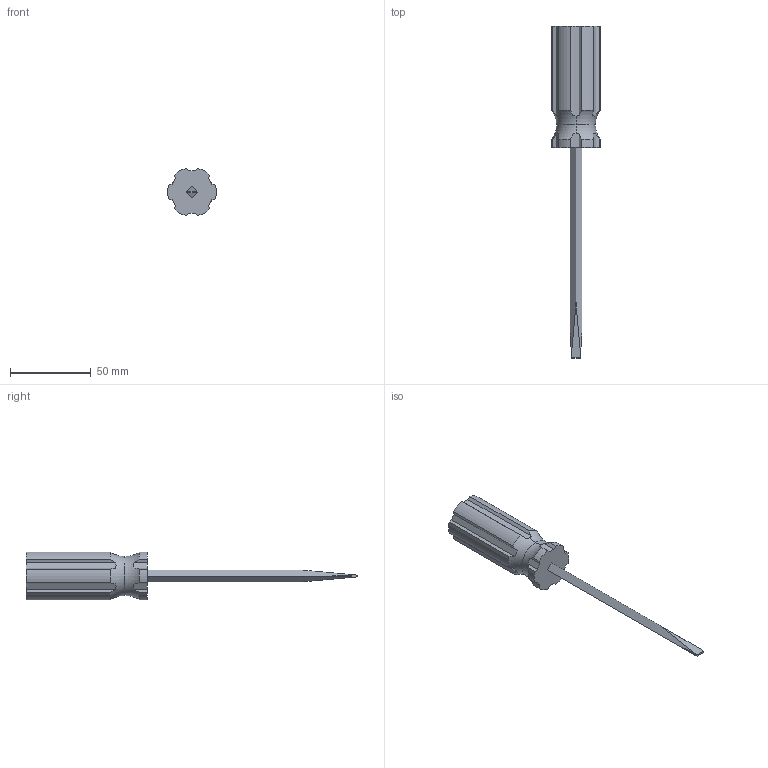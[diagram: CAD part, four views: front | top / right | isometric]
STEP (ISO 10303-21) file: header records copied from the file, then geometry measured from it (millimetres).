
FILE_DESCRIPTION(('produced by SPATIAL CORP'),'2;1');
FILE_NAME( '5mm_flathead_screwdriver.hh.sat.stp', '2002-04-12T11:55:39+00:00',('SPATIAL CORP'),('SPATIAL CORP'), 'ACIS STEP Husk','http://www.spatial.com','SPATIAL CORP');
FILE_SCHEMA(('CONFIG_CONTROL_DESIGN'));
Length unit declared in the file: millimetre
Products named in the file (1): PRODUCT_ID_1
Bounding box: 30 x 205 x 29.14 mm (x, y, z)
Volume: 48990.2 mm3; surface area: 11176.9 mm2
Topology: 2 solids, 2 shells, 71 faces, 195 edges, 128 vertices
Faces by surface type: plane 55, cylinder 12, torus 4
Entity records: 2253 total; most frequent: CARTESIAN_POINT 661, ORIENTED_EDGE 390, DIRECTION 209, EDGE_CURVE 195, VERTEX_POINT 128, VECTOR 113, LINE 113, EDGE_LOOP 71
